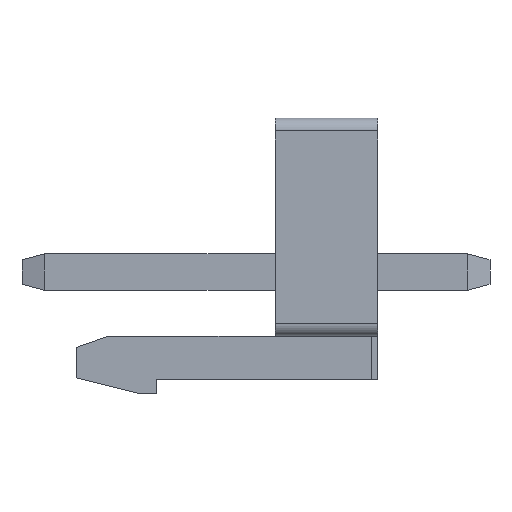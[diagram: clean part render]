
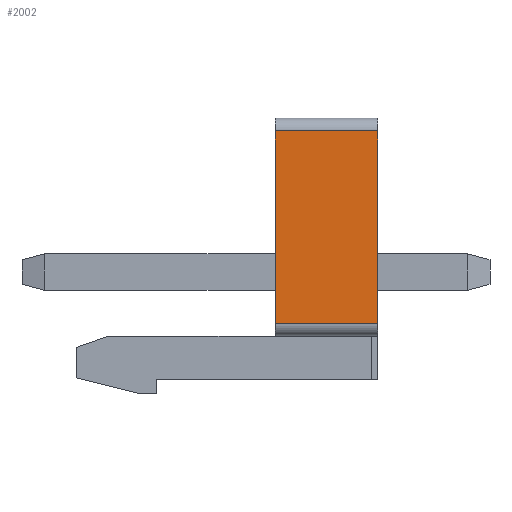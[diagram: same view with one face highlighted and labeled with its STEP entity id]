
A CAD part, left-side view. The second image highlights one B-rep face of the part: STEP entity #2002.
In plain terms, the highlighted planar face has unit normal (-1, 0, 0).
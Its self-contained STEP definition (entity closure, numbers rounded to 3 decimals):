
#1772 = VERTEX_POINT('',#1773);
#1773 = CARTESIAN_POINT('',(-11.85,3.2,-1.6));
#1785 = VERTEX_POINT('',#1786);
#1786 = CARTESIAN_POINT('',(-11.85,3.2,4.4));
#1793 = EDGE_CURVE('',#1772,#1785,#1794,.T.);
#1794 = LINE('',#1795,#1796);
#1795 = CARTESIAN_POINT('',(-11.85,3.2,4.4));
#1796 = VECTOR('',#1797,1.);
#1797 = DIRECTION('',(0.,0.,1.));
#1842 = VERTEX_POINT('',#1843);
#1843 = CARTESIAN_POINT('',(-11.85,0.,4.4));
#1852 = EDGE_CURVE('',#1785,#1842,#1853,.T.);
#1853 = LINE('',#1854,#1855);
#1854 = CARTESIAN_POINT('',(-11.85,3.2,4.4));
#1855 = VECTOR('',#1856,1.);
#1856 = DIRECTION('',(-0.,-1.,-0.));
#1869 = EDGE_CURVE('',#1870,#1842,#1872,.T.);
#1870 = VERTEX_POINT('',#1871);
#1871 = CARTESIAN_POINT('',(-11.85,0.,-1.6));
#1872 = LINE('',#1873,#1874);
#1873 = CARTESIAN_POINT('',(-11.85,0.,4.4));
#1874 = VECTOR('',#1875,1.);
#1875 = DIRECTION('',(0.,0.,1.));
#1990 = EDGE_CURVE('',#1772,#1870,#1991,.T.);
#1991 = LINE('',#1992,#1993);
#1992 = CARTESIAN_POINT('',(-11.85,3.2,-1.6));
#1993 = VECTOR('',#1994,1.);
#1994 = DIRECTION('',(-0.,-1.,-0.));
#2002 = ADVANCED_FACE('',(#2003),#2009,.F.);
#2003 = FACE_BOUND('',#2004,.T.);
#2004 = EDGE_LOOP('',(#2005,#2006,#2007,#2008));
#2005 = ORIENTED_EDGE('',*,*,#1869,.T.);
#2006 = ORIENTED_EDGE('',*,*,#1852,.F.);
#2007 = ORIENTED_EDGE('',*,*,#1793,.F.);
#2008 = ORIENTED_EDGE('',*,*,#1990,.T.);
#2009 = PLANE('',#2010);
#2010 = AXIS2_PLACEMENT_3D('',#2011,#2012,#2013);
#2011 = CARTESIAN_POINT('',(-11.85,3.2,4.4));
#2012 = DIRECTION('',(1.,0.,0.));
#2013 = DIRECTION('',(0.,0.,-1.));
